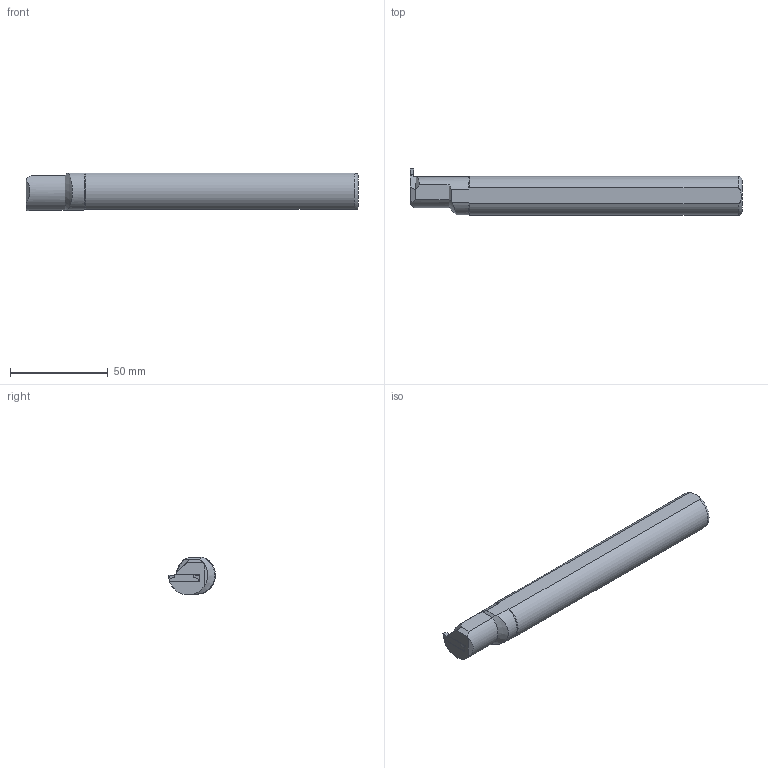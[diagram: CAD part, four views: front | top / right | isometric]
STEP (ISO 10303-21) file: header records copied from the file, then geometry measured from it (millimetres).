
FILE_DESCRIPTION(/* description */ (''),/* implementation_level */ '2;1');
FILE_NAME(/* name */ 'AIKT-K-L-20-2-T4.stp',/* time_stamp */ '2023-10-12T22:38:47+03:00',/* author */ (''),/* organization */ (''),/* preprocessor_version */ 'ST-DEVELOPER v19.4',/* originating_system */ 'SIEMENS PLM Software NX2306.3001',/* authorisation */ '');
FILE_SCHEMA (('AUTOMOTIVE_DESIGN { 1 0 10303 214 3 1 1 1 }'));
Length unit declared in the file: millimetre
Products named in the file (1): AIKT-K-R-20-2-T4_x_t_objects
Bounding box: 170 x 24 x 19.15 mm (x, y, z)
Volume: 49856.6 mm3; surface area: 11173.5 mm2
Topology: 2 solids, 2 shells, 67 faces, 173 edges, 110 vertices
Faces by surface type: plane 41, cylinder 21, cone 3, torus 2
Entity records: 2122 total; most frequent: CARTESIAN_POINT 465, ORIENTED_EDGE 342, DIRECTION 327, EDGE_CURVE 171, LINE 117, VECTOR 117, VERTEX_POINT 109, AXIS2_PLACEMENT_3D 105
